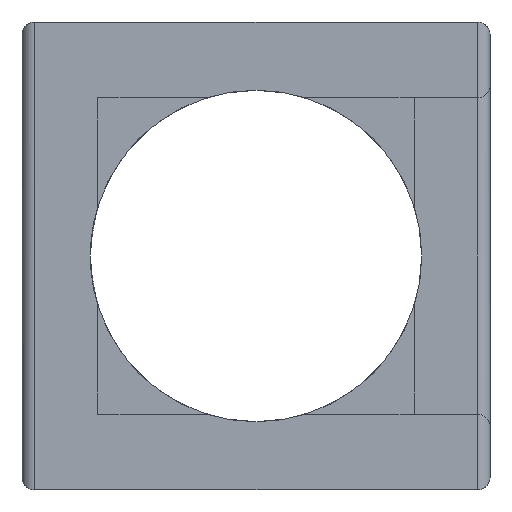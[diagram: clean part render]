
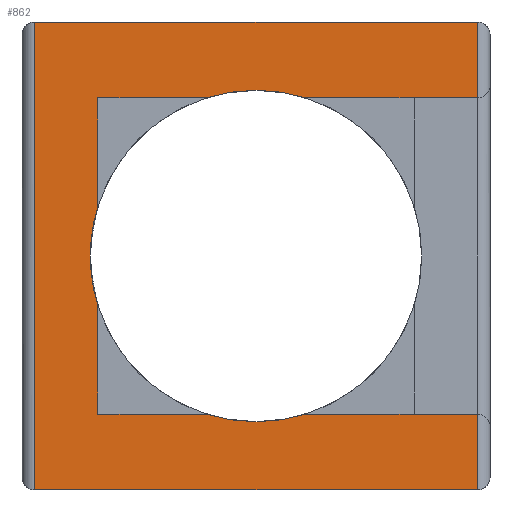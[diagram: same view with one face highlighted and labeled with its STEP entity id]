
A CAD part, front view. The second image highlights one B-rep face of the part: STEP entity #862.
In plain terms, the highlighted planar face has unit normal (0, -1, 0).
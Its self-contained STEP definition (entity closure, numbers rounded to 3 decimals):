
#17=PLANE('',#928);
#69=FACE_OUTER_BOUND('',#122,.T.);
#122=EDGE_LOOP('',(#612,#613,#614,#615,#616,#617,#618,#619,#620,#621,#622,
#623,#624,#625,#626));
#185=CIRCLE('',#929,6.55);
#186=CIRCLE('',#930,6.55);
#187=CIRCLE('',#931,6.55);
#188=CIRCLE('',#932,6.55);
#230=LINE('',#1401,#298);
#235=LINE('',#1426,#303);
#237=LINE('',#1430,#305);
#238=LINE('',#1432,#306);
#239=LINE('',#1434,#307);
#240=LINE('',#1438,#308);
#241=LINE('',#1440,#309);
#242=LINE('',#1446,#310);
#243=LINE('',#1448,#311);
#244=LINE('',#1452,#312);
#245=LINE('',#1453,#313);
#298=VECTOR('',#1056,10.);
#303=VECTOR('',#1067,10.);
#305=VECTOR('',#1071,10.);
#306=VECTOR('',#1072,10.);
#307=VECTOR('',#1073,10.);
#308=VECTOR('',#1076,10.);
#309=VECTOR('',#1077,10.);
#310=VECTOR('',#1082,10.);
#311=VECTOR('',#1083,10.);
#312=VECTOR('',#1086,10.);
#313=VECTOR('',#1087,10.);
#361=VERTEX_POINT('',#1293);
#372=VERTEX_POINT('',#1395);
#378=VERTEX_POINT('',#1425);
#379=VERTEX_POINT('',#1429);
#380=VERTEX_POINT('',#1431);
#381=VERTEX_POINT('',#1433);
#382=VERTEX_POINT('',#1435);
#383=VERTEX_POINT('',#1437);
#384=VERTEX_POINT('',#1439);
#385=VERTEX_POINT('',#1441);
#386=VERTEX_POINT('',#1443);
#387=VERTEX_POINT('',#1445);
#388=VERTEX_POINT('',#1447);
#389=VERTEX_POINT('',#1449);
#390=VERTEX_POINT('',#1451);
#460=EDGE_CURVE('',#361,#372,#230,.T.);
#467=EDGE_CURVE('',#378,#372,#235,.T.);
#469=EDGE_CURVE('',#361,#379,#237,.T.);
#470=EDGE_CURVE('',#380,#379,#238,.T.);
#471=EDGE_CURVE('',#380,#381,#239,.T.);
#472=EDGE_CURVE('',#381,#382,#185,.T.);
#473=EDGE_CURVE('',#382,#383,#240,.T.);
#474=EDGE_CURVE('',#383,#384,#241,.T.);
#475=EDGE_CURVE('',#384,#385,#186,.T.);
#476=EDGE_CURVE('',#385,#386,#187,.T.);
#477=EDGE_CURVE('',#386,#387,#242,.T.);
#478=EDGE_CURVE('',#387,#388,#243,.T.);
#479=EDGE_CURVE('',#388,#389,#188,.T.);
#480=EDGE_CURVE('',#389,#390,#244,.T.);
#481=EDGE_CURVE('',#378,#390,#245,.T.);
#612=ORIENTED_EDGE('',*,*,#460,.F.);
#613=ORIENTED_EDGE('',*,*,#469,.T.);
#614=ORIENTED_EDGE('',*,*,#470,.F.);
#615=ORIENTED_EDGE('',*,*,#471,.T.);
#616=ORIENTED_EDGE('',*,*,#472,.T.);
#617=ORIENTED_EDGE('',*,*,#473,.T.);
#618=ORIENTED_EDGE('',*,*,#474,.T.);
#619=ORIENTED_EDGE('',*,*,#475,.T.);
#620=ORIENTED_EDGE('',*,*,#476,.T.);
#621=ORIENTED_EDGE('',*,*,#477,.T.);
#622=ORIENTED_EDGE('',*,*,#478,.T.);
#623=ORIENTED_EDGE('',*,*,#479,.T.);
#624=ORIENTED_EDGE('',*,*,#480,.T.);
#625=ORIENTED_EDGE('',*,*,#481,.F.);
#626=ORIENTED_EDGE('',*,*,#467,.T.);
#862=ADVANCED_FACE('',(#69),#17,.T.);
#928=AXIS2_PLACEMENT_3D('',#1428,#1069,#1070);
#929=AXIS2_PLACEMENT_3D('',#1436,#1074,#1075);
#930=AXIS2_PLACEMENT_3D('',#1442,#1078,#1079);
#931=AXIS2_PLACEMENT_3D('',#1444,#1080,#1081);
#932=AXIS2_PLACEMENT_3D('',#1450,#1084,#1085);
#1056=DIRECTION('',(0.,0.,1.));
#1067=DIRECTION('',(-1.,0.,0.));
#1069=DIRECTION('center_axis',(0.,-1.,0.));
#1070=DIRECTION('ref_axis',(1.,0.,0.));
#1071=DIRECTION('',(1.,0.,0.));
#1072=DIRECTION('',(0.,0.,-1.));
#1073=DIRECTION('',(-1.,0.,0.));
#1074=DIRECTION('center_axis',(0.,1.,0.));
#1075=DIRECTION('ref_axis',(1.,0.,0.));
#1076=DIRECTION('',(-1.,0.,0.));
#1077=DIRECTION('',(0.,0.,1.));
#1078=DIRECTION('center_axis',(0.,1.,0.));
#1079=DIRECTION('ref_axis',(1.,0.,0.));
#1080=DIRECTION('center_axis',(0.,1.,0.));
#1081=DIRECTION('ref_axis',(1.,0.,0.));
#1082=DIRECTION('',(0.,0.,1.));
#1083=DIRECTION('',(1.,0.,0.));
#1084=DIRECTION('center_axis',(0.,1.,0.));
#1085=DIRECTION('ref_axis',(1.,0.,0.));
#1086=DIRECTION('',(1.,0.,0.));
#1087=DIRECTION('',(0.,0.,-1.));
#1293=CARTESIAN_POINT('',(-8.821,-6.569,-11.652));
#1395=CARTESIAN_POINT('',(-8.821,-6.569,6.848));
#1401=CARTESIAN_POINT('',(-8.821,-6.569,2.223));
#1425=CARTESIAN_POINT('',(8.679,-6.569,6.848));
#1426=CARTESIAN_POINT('',(9.179,-6.569,6.848));
#1428=CARTESIAN_POINT('Origin',(-0.071,-6.569,-2.402));
#1429=CARTESIAN_POINT('',(8.679,-6.569,-11.652));
#1430=CARTESIAN_POINT('',(-9.321,-6.569,-11.652));
#1431=CARTESIAN_POINT('',(8.679,-6.569,-8.652));
#1432=CARTESIAN_POINT('',(8.679,-6.569,-7.027));
#1433=CARTESIAN_POINT('',(1.889,-6.569,-8.652));
#1434=CARTESIAN_POINT('',(4.554,-6.569,-8.652));
#1435=CARTESIAN_POINT('',(-2.03,-6.569,-8.652));
#1436=CARTESIAN_POINT('Origin',(-0.071,-6.569,-2.402));
#1437=CARTESIAN_POINT('',(-6.321,-6.569,-8.652));
#1438=CARTESIAN_POINT('',(-6.321,-6.569,-8.652));
#1439=CARTESIAN_POINT('',(-6.321,-6.569,-4.361));
#1440=CARTESIAN_POINT('',(-6.321,-6.569,3.848));
#1441=CARTESIAN_POINT('',(-6.621,-6.569,-2.402));
#1442=CARTESIAN_POINT('Origin',(-0.071,-6.569,-2.402));
#1443=CARTESIAN_POINT('',(-6.321,-6.569,-0.442));
#1444=CARTESIAN_POINT('Origin',(-0.071,-6.569,-2.402));
#1445=CARTESIAN_POINT('',(-6.321,-6.569,3.848));
#1446=CARTESIAN_POINT('',(-6.321,-6.569,3.848));
#1447=CARTESIAN_POINT('',(-2.03,-6.569,3.848));
#1448=CARTESIAN_POINT('',(6.179,-6.569,3.848));
#1449=CARTESIAN_POINT('',(1.889,-6.569,3.848));
#1450=CARTESIAN_POINT('Origin',(-0.071,-6.569,-2.402));
#1451=CARTESIAN_POINT('',(8.679,-6.569,3.848));
#1452=CARTESIAN_POINT('',(6.179,-6.569,3.848));
#1453=CARTESIAN_POINT('',(8.679,-6.569,-7.027));
